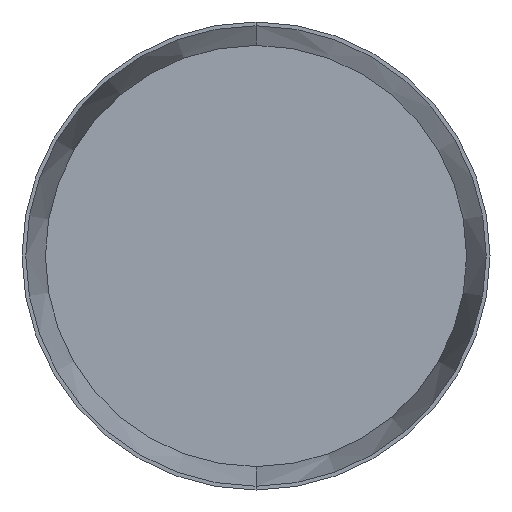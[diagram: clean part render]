
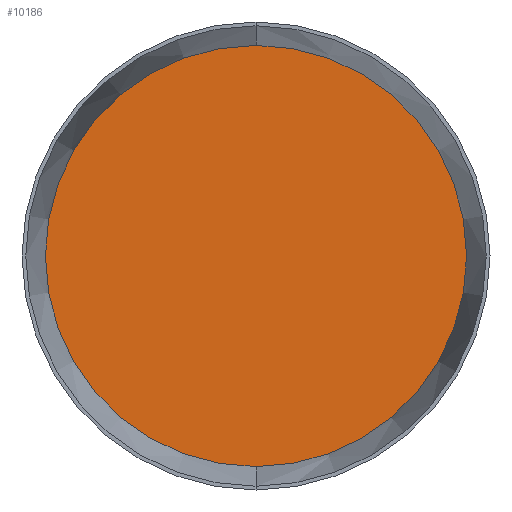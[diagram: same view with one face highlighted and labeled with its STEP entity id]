
A CAD part, front view. The second image highlights one B-rep face of the part: STEP entity #10186.
In plain terms, the highlighted face is planar.
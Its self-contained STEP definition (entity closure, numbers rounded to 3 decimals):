
#387 = DIRECTION ( 'NONE',  ( 0., 0., 1. ) ) ;
#423 = AXIS2_PLACEMENT_3D ( 'NONE', #1146, #8590, #2213 ) ;
#1146 = CARTESIAN_POINT ( 'NONE',  ( 0., 3., 0. ) ) ;
#1654 = VERTEX_POINT ( 'NONE', #9079 ) ;
#2213 = DIRECTION ( 'NONE',  ( 0., 0., 1. ) ) ;
#2392 = EDGE_LOOP ( 'NONE', ( #6254, #10392 ) ) ;
#2541 = DIRECTION ( 'NONE',  ( 0., 0., 1. ) ) ;
#3036 = FACE_OUTER_BOUND ( 'NONE', #2392, .T. ) ;
#4667 = CIRCLE ( 'NONE', #423, 67.5 ) ;
#4918 = EDGE_CURVE ( 'NONE', #9483, #1654, #4667, .T. ) ;
#5688 = PLANE ( 'NONE',  #10089 ) ;
#5813 = EDGE_CURVE ( 'NONE', #1654, #9483, #13128, .T. ) ;
#6254 = ORIENTED_EDGE ( 'NONE', *, *, #4918, .T. ) ;
#6745 = DIRECTION ( 'NONE',  ( 0., 1., 0. ) ) ;
#6768 = CARTESIAN_POINT ( 'NONE',  ( 0., 3., 0. ) ) ;
#8162 = AXIS2_PLACEMENT_3D ( 'NONE', #13090, #6745, #387 ) ;
#8590 = DIRECTION ( 'NONE',  ( 0., 1., 0. ) ) ;
#8899 = DIRECTION ( 'NONE',  ( 0., 1., 0. ) ) ;
#9079 = CARTESIAN_POINT ( 'NONE',  ( 0., 3., 67.5 ) ) ;
#9483 = VERTEX_POINT ( 'NONE', #12851 ) ;
#10089 = AXIS2_PLACEMENT_3D ( 'NONE', #6768, #8899, #2541 ) ;
#10186 = ADVANCED_FACE ( 'NONE', ( #3036 ), #5688, .T. ) ;
#10392 = ORIENTED_EDGE ( 'NONE', *, *, #5813, .T. ) ;
#12851 = CARTESIAN_POINT ( 'NONE',  ( 0., 3., -67.5 ) ) ;
#13090 = CARTESIAN_POINT ( 'NONE',  ( 0., 3., 0. ) ) ;
#13128 = CIRCLE ( 'NONE', #8162, 67.5 ) ;
